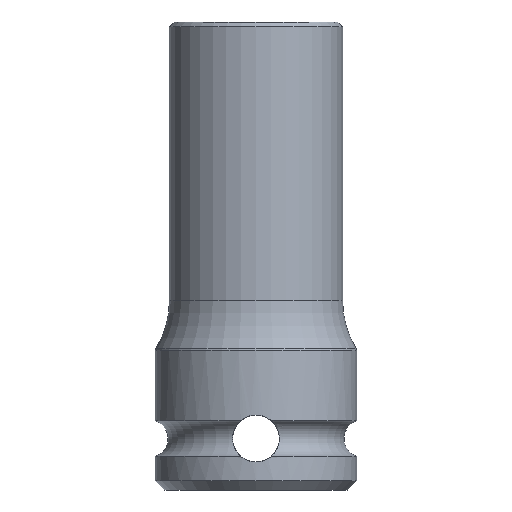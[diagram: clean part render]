
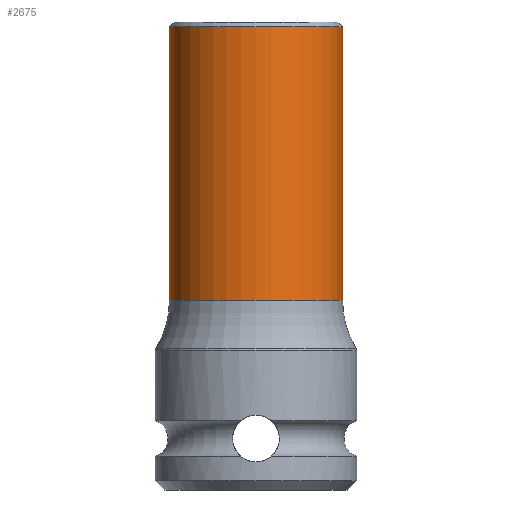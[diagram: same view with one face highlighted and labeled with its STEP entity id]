
A CAD part, left-side view. The second image highlights one B-rep face of the part: STEP entity #2675.
In plain terms, the highlighted cylindrical face has radius 9.25 mm (diameter 18.5 mm), a partial arc.
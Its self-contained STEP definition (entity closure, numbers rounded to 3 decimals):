
#1397=CARTESIAN_POINT('',(0.,0.,49.5));
#1398=DIRECTION('',(0.,0.,1.));
#1399=DIRECTION('',(0.,1.,0.));
#1400=AXIS2_PLACEMENT_3D('',#1397,#1398,#1399);
#1405=DIRECTION('',(0.,0.,1.));
#1406=VECTOR('',#1405,29.232);
#1407=CARTESIAN_POINT('',(0.,-9.25,20.268));
#1408=LINE('',#1407,#1406);
#1412=CARTESIAN_POINT('',(0.,0.,20.268));
#1413=DIRECTION('',(0.,0.,1.));
#1414=DIRECTION('',(0.,1.,0.));
#1415=AXIS2_PLACEMENT_3D('',#1412,#1413,#1414);
#1420=DIRECTION('',(0.,0.,1.));
#1421=VECTOR('',#1420,29.232);
#1422=CARTESIAN_POINT('',(0.,9.25,20.268));
#1423=LINE('',#1422,#1421);
#1625=CARTESIAN_POINT('',(0.,9.25,49.5));
#1626=CARTESIAN_POINT('',(0.,-9.25,49.5));
#1627=VERTEX_POINT('',#1625);
#1628=VERTEX_POINT('',#1626);
#1629=CARTESIAN_POINT('',(0.,9.25,20.268));
#1630=CARTESIAN_POINT('',(0.,-9.25,20.268));
#1631=VERTEX_POINT('',#1629);
#1632=VERTEX_POINT('',#1630);
#2663=CARTESIAN_POINT('',(0.,0.,52.5));
#2664=DIRECTION('',(0.,0.,-1.));
#2665=DIRECTION('',(0.,-1.,0.));
#2666=AXIS2_PLACEMENT_3D('',#2663,#2664,#2665);
#2667=CYLINDRICAL_SURFACE('',#2666,9.25);
#2668=ORIENTED_EDGE('',*,*,#2628,.T.);
#2669=ORIENTED_EDGE('',*,*,#2658,.F.);
#2671=ORIENTED_EDGE('',*,*,#2670,.F.);
#2672=ORIENTED_EDGE('',*,*,#2654,.T.);
#2673=EDGE_LOOP('',(#2668,#2669,#2671,#2672));
#2674=FACE_OUTER_BOUND('',#2673,.F.);
#2675=ADVANCED_FACE('',(#2674),#2667,.T.);
#1401=CIRCLE('',#1400,9.25);
#1416=CIRCLE('',#1415,9.25);
#2628=EDGE_CURVE('',#1627,#1628,#1401,.T.);
#2654=EDGE_CURVE('',#1631,#1627,#1423,.T.);
#2658=EDGE_CURVE('',#1632,#1628,#1408,.T.);
#2670=EDGE_CURVE('',#1631,#1632,#1416,.T.);
